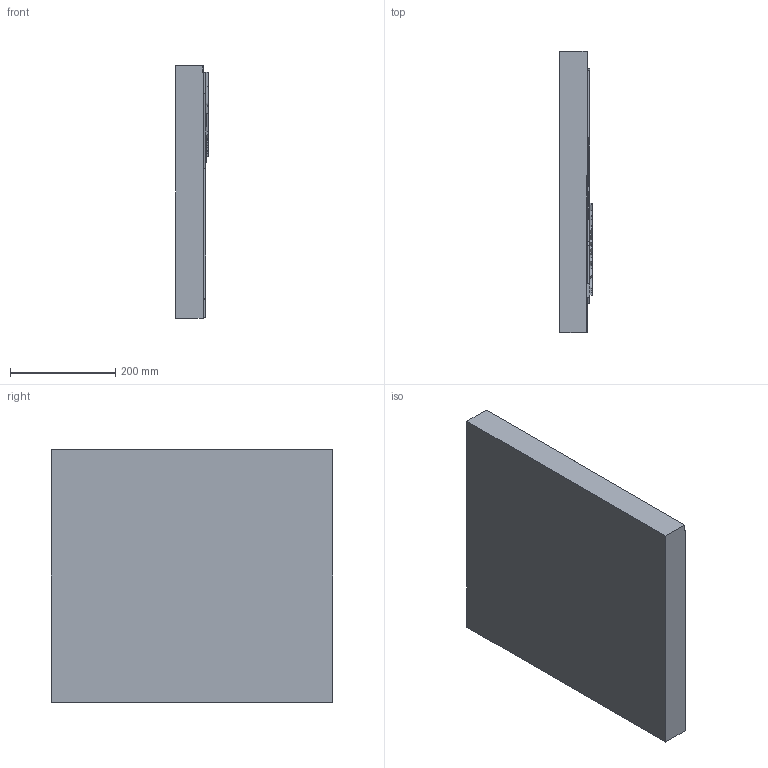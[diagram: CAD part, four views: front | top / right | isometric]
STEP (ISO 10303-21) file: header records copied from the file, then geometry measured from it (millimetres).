
FILE_DESCRIPTION(/* description */ (''),/* implementation_level */ '2;1');
FILE_NAME(/* name */ 'Part1 .step',/* time_stamp */ '2021-11-14T17:12:31-05:00',/* author */ (''),/* organization */ (''),/* preprocessor_version */ 'ST-DEVELOPER v18.1',/* originating_system */ 'Autodesk Translation Framework v10.10.0.1391',/* authorisation */ '');
FILE_SCHEMA (('AUTOMOTIVE_DESIGN { 1 0 10303 214 3 1 1 }'));
Length unit declared in the file: millimetre
Products named in the file (1): Part1
Bounding box: 62 x 533.23 x 478.37 mm (x, y, z)
Volume: 13867608.9 mm3; surface area: 637492.8 mm2
Topology: 1 solids, 1 shells, 834 faces, 2195 edges, 1461 vertices
Faces by surface type: plane 597, bspline 192, cylinder 45
Entity records: 27375 total; most frequent: CARTESIAN_POINT 7932, ORIENTED_EDGE 4390, DIRECTION 3182, EDGE_CURVE 2195, LINE 1716, VECTOR 1716, VERTEX_POINT 1461, EDGE_LOOP 933
